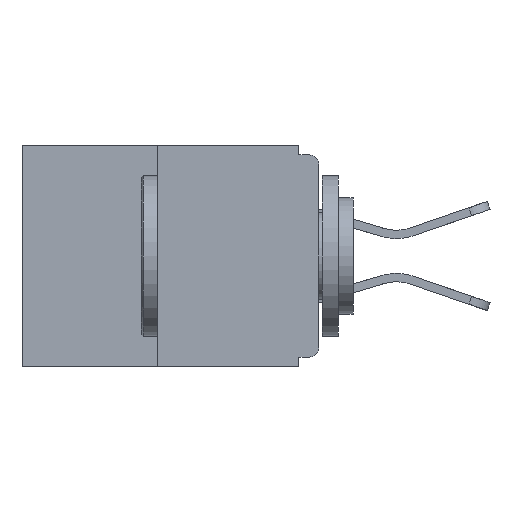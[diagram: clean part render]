
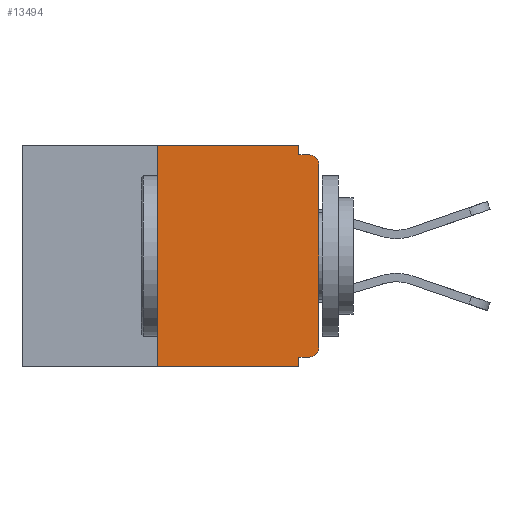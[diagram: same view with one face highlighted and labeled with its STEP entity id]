
A CAD part, left-side view. The second image highlights one B-rep face of the part: STEP entity #13494.
In plain terms, the highlighted planar face has unit normal (-1, 0, 0).
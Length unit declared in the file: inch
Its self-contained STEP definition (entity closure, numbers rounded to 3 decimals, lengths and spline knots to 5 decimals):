
#23 = VECTOR ( 'NONE', #9821, 39.37008 ) ;
#56 = VERTEX_POINT ( 'NONE', #11484 ) ;
#599 = DIRECTION ( 'NONE',  ( 0., 0., -1. ) ) ;
#1037 = DIRECTION ( 'NONE',  ( 0., -1., 0. ) ) ;
#1331 = CIRCLE ( 'NONE', #1985, 0.015 ) ;
#1726 = VECTOR ( 'NONE', #599, 39.37008 ) ;
#1740 = CARTESIAN_POINT ( 'NONE',  ( 0., 0.031, -0.343 ) ) ;
#1985 = AXIS2_PLACEMENT_3D ( 'NONE', #6740, #6655, #2391 ) ;
#2005 = VECTOR ( 'NONE', #6492, 39.37008 ) ;
#2253 = LINE ( 'NONE', #8911, #12220 ) ;
#2391 = DIRECTION ( 'NONE',  ( 0., 0., -1. ) ) ;
#2507 = AXIS2_PLACEMENT_3D ( 'NONE', #7969, #9069, #12119 ) ;
#2796 = DIRECTION ( 'NONE',  ( 0., 0., -1. ) ) ;
#2901 = CARTESIAN_POINT ( 'NONE',  ( 0., 0.031, -0.343 ) ) ;
#3087 = EDGE_CURVE ( 'NONE', #56, #11792, #10441, .T. ) ;
#3138 = VERTEX_POINT ( 'NONE', #4878 ) ;
#3215 = EDGE_CURVE ( 'NONE', #11558, #10938, #2253, .T. ) ;
#3361 = VERTEX_POINT ( 'NONE', #11458 ) ;
#3476 = LINE ( 'NONE', #11721, #2005 ) ;
#4042 = VERTEX_POINT ( 'NONE', #2901 ) ;
#4271 = ORIENTED_EDGE ( 'NONE', *, *, #6905, .F. ) ;
#4631 = CIRCLE ( 'NONE', #13090, 0.015 ) ;
#4857 = ORIENTED_EDGE ( 'NONE', *, *, #6292, .F. ) ;
#4878 = CARTESIAN_POINT ( 'NONE',  ( 0., 0.015, -0.328 ) ) ;
#4921 = VERTEX_POINT ( 'NONE', #8086 ) ;
#5535 = ORIENTED_EDGE ( 'NONE', *, *, #11082, .T. ) ;
#5559 = ORIENTED_EDGE ( 'NONE', *, *, #10345, .F. ) ;
#5946 = CARTESIAN_POINT ( 'NONE',  ( 0., 0.031, -0.015 ) ) ;
#5967 = VERTEX_POINT ( 'NONE', #7772 ) ;
#6227 = CARTESIAN_POINT ( 'NONE',  ( 0., 0., -0.015 ) ) ;
#6292 = EDGE_CURVE ( 'NONE', #3138, #9212, #7240, .T. ) ;
#6492 = DIRECTION ( 'NONE',  ( 0., -1., 0. ) ) ;
#6655 = DIRECTION ( 'NONE',  ( -1., 0., 0. ) ) ;
#6740 = CARTESIAN_POINT ( 'NONE',  ( 0., 0.015, -0.03 ) ) ;
#6767 = CARTESIAN_POINT ( 'NONE',  ( 0., 0.25, 0. ) ) ;
#6784 = LINE ( 'NONE', #11193, #7931 ) ;
#6905 = EDGE_CURVE ( 'NONE', #11792, #4921, #11474, .T. ) ;
#7131 = LINE ( 'NONE', #1740, #1726 ) ;
#7240 = LINE ( 'NONE', #7554, #7408 ) ;
#7408 = VECTOR ( 'NONE', #8383, 39.37008 ) ;
#7488 = EDGE_LOOP ( 'NONE', ( #10892, #10623, #5535, #5559, #4857, #8544, #12151, #10088, #4271, #8085 ) ) ;
#7554 = CARTESIAN_POINT ( 'NONE',  ( 0., 0., -0.328 ) ) ;
#7772 = CARTESIAN_POINT ( 'NONE',  ( 0., 0., -0.03 ) ) ;
#7931 = VECTOR ( 'NONE', #1037, 39.37008 ) ;
#7969 = CARTESIAN_POINT ( 'NONE',  ( 0., 0.46, 0. ) ) ;
#8085 = ORIENTED_EDGE ( 'NONE', *, *, #3087, .F. ) ;
#8086 = CARTESIAN_POINT ( 'NONE',  ( 0., 0.015, -0.015 ) ) ;
#8383 = DIRECTION ( 'NONE',  ( 0., 1., 0. ) ) ;
#8544 = ORIENTED_EDGE ( 'NONE', *, *, #12118, .T. ) ;
#8911 = CARTESIAN_POINT ( 'NONE',  ( 0., 0.25, 0. ) ) ;
#9069 = DIRECTION ( 'NONE',  ( 1., 0., 0. ) ) ;
#9212 = VERTEX_POINT ( 'NONE', #10170 ) ;
#9360 = VECTOR ( 'NONE', #11563, 39.37008 ) ;
#9821 = DIRECTION ( 'NONE',  ( 0., 0., 1. ) ) ;
#10051 = CARTESIAN_POINT ( 'NONE',  ( 0., 0.25, -0.343 ) ) ;
#10088 = ORIENTED_EDGE ( 'NONE', *, *, #13137, .T. ) ;
#10101 = CARTESIAN_POINT ( 'NONE',  ( 0., 0.031, 0. ) ) ;
#10170 = CARTESIAN_POINT ( 'NONE',  ( 0., 0.031, -0.328 ) ) ;
#10345 = EDGE_CURVE ( 'NONE', #9212, #4042, #7131, .T. ) ;
#10374 = DIRECTION ( 'NONE',  ( 0., 0., 1. ) ) ;
#10441 = LINE ( 'NONE', #10101, #12397 ) ;
#10623 = ORIENTED_EDGE ( 'NONE', *, *, #3215, .F. ) ;
#10892 = ORIENTED_EDGE ( 'NONE', *, *, #12629, .F. ) ;
#10938 = VERTEX_POINT ( 'NONE', #6767 ) ;
#11082 = EDGE_CURVE ( 'NONE', #11558, #4042, #6784, .T. ) ;
#11193 = CARTESIAN_POINT ( 'NONE',  ( 0., 0.46, -0.343 ) ) ;
#11458 = CARTESIAN_POINT ( 'NONE',  ( 0., 0., -0.313 ) ) ;
#11474 = LINE ( 'NONE', #6227, #9360 ) ;
#11484 = CARTESIAN_POINT ( 'NONE',  ( 0., 0.031, 0. ) ) ;
#11558 = VERTEX_POINT ( 'NONE', #10051 ) ;
#11563 = DIRECTION ( 'NONE',  ( 0., -1., 0. ) ) ;
#11721 = CARTESIAN_POINT ( 'NONE',  ( 0., 0.46, 0. ) ) ;
#11792 = VERTEX_POINT ( 'NONE', #5946 ) ;
#11818 = DIRECTION ( 'NONE',  ( -1., 0., 0. ) ) ;
#11995 = DIRECTION ( 'NONE',  ( 0., 0., -1. ) ) ;
#12118 = EDGE_CURVE ( 'NONE', #3138, #3361, #4631, .T. ) ;
#12119 = DIRECTION ( 'NONE',  ( 0., 0., -1. ) ) ;
#12122 = FACE_OUTER_BOUND ( 'NONE', #7488, .T. ) ;
#12151 = ORIENTED_EDGE ( 'NONE', *, *, #13211, .T. ) ;
#12220 = VECTOR ( 'NONE', #10374, 39.37008 ) ;
#12397 = VECTOR ( 'NONE', #2796, 39.37008 ) ;
#12629 = EDGE_CURVE ( 'NONE', #10938, #56, #3476, .T. ) ;
#12778 = LINE ( 'NONE', #12810, #23 ) ;
#12810 = CARTESIAN_POINT ( 'NONE',  ( 0., 0., 0. ) ) ;
#12936 = CARTESIAN_POINT ( 'NONE',  ( 0., 0.015, -0.313 ) ) ;
#13090 = AXIS2_PLACEMENT_3D ( 'NONE', #12936, #11818, #11995 ) ;
#13107 = PLANE ( 'NONE',  #2507 ) ;
#13137 = EDGE_CURVE ( 'NONE', #5967, #4921, #1331, .T. ) ;
#13211 = EDGE_CURVE ( 'NONE', #3361, #5967, #12778, .T. ) ;
#13494 = ADVANCED_FACE ( 'NONE', ( #12122 ), #13107, .F. ) ;
